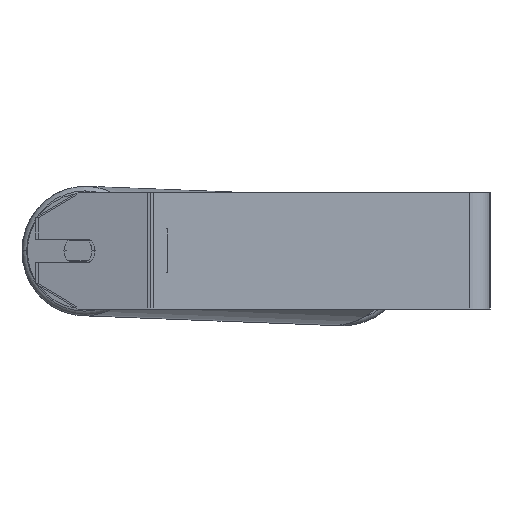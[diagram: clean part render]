
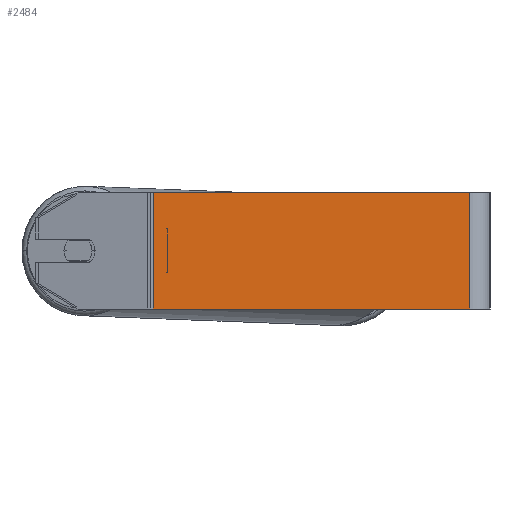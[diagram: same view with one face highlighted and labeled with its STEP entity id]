
A CAD part, left-side view. The second image highlights one B-rep face of the part: STEP entity #2484.
In plain terms, the highlighted planar face has unit normal (-1, 0, 0).
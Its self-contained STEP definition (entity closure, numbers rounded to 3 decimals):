
#503 = CARTESIAN_POINT ( 'NONE',  ( -1045., 14., 40. ) ) ;
#666 = ORIENTED_EDGE ( 'NONE', *, *, #7583, .T. ) ;
#960 = VERTEX_POINT ( 'NONE', #7224 ) ;
#1086 = PLANE ( 'NONE',  #5844 ) ;
#1217 = FACE_OUTER_BOUND ( 'NONE', #8570, .T. ) ;
#1300 = ORIENTED_EDGE ( 'NONE', *, *, #1939, .F. ) ;
#1609 = VERTEX_POINT ( 'NONE', #2184 ) ;
#1705 = ORIENTED_EDGE ( 'NONE', *, *, #7906, .T. ) ;
#1720 = CARTESIAN_POINT ( 'NONE',  ( -1045., 14., 40. ) ) ;
#1939 = EDGE_CURVE ( 'NONE', #960, #8282, #3515, .T. ) ;
#2081 = LINE ( 'NONE', #3332, #6741 ) ;
#2184 = CARTESIAN_POINT ( 'NONE',  ( -1045., 231.438, -40. ) ) ;
#2278 = DIRECTION ( 'NONE',  ( 0., -1., 0. ) ) ;
#2394 = LINE ( 'NONE', #1720, #5000 ) ;
#2464 = DIRECTION ( 'NONE',  ( 0., 0., -1. ) ) ;
#2484 = ADVANCED_FACE ( 'NONE', ( #1217 ), #1086, .F. ) ;
#2935 = CARTESIAN_POINT ( 'NONE',  ( -1045., 233.281, 40. ) ) ;
#3058 = VECTOR ( 'NONE', #2278, 1000. ) ;
#3302 = EDGE_CURVE ( 'NONE', #8282, #5733, #2394, .T. ) ;
#3332 = CARTESIAN_POINT ( 'NONE',  ( -1045., 231.438, 40. ) ) ;
#3515 = LINE ( 'NONE', #2935, #5694 ) ;
#3752 = ORIENTED_EDGE ( 'NONE', *, *, #3302, .F. ) ;
#4333 = LINE ( 'NONE', #5623, #3058 ) ;
#4787 = DIRECTION ( 'NONE',  ( 0., 0., -1. ) ) ;
#5000 = VECTOR ( 'NONE', #7146, 1000. ) ;
#5613 = CARTESIAN_POINT ( 'NONE',  ( -1045., 14., -40. ) ) ;
#5623 = CARTESIAN_POINT ( 'NONE',  ( -1045., 233.281, -40. ) ) ;
#5679 = DIRECTION ( 'NONE',  ( 0., -1., 0. ) ) ;
#5694 = VECTOR ( 'NONE', #5679, 1000. ) ;
#5733 = VERTEX_POINT ( 'NONE', #5613 ) ;
#5844 = AXIS2_PLACEMENT_3D ( 'NONE', #7217, #7876, #2464 ) ;
#6741 = VECTOR ( 'NONE', #4787, 1000. ) ;
#7146 = DIRECTION ( 'NONE',  ( 0., 0., -1. ) ) ;
#7217 = CARTESIAN_POINT ( 'NONE',  ( -1045., 233.281, 40. ) ) ;
#7224 = CARTESIAN_POINT ( 'NONE',  ( -1045., 231.438, 40. ) ) ;
#7583 = EDGE_CURVE ( 'NONE', #960, #1609, #2081, .T. ) ;
#7876 = DIRECTION ( 'NONE',  ( 1., 0., 0. ) ) ;
#7906 = EDGE_CURVE ( 'NONE', #1609, #5733, #4333, .T. ) ;
#8282 = VERTEX_POINT ( 'NONE', #503 ) ;
#8570 = EDGE_LOOP ( 'NONE', ( #1705, #3752, #1300, #666 ) ) ;
